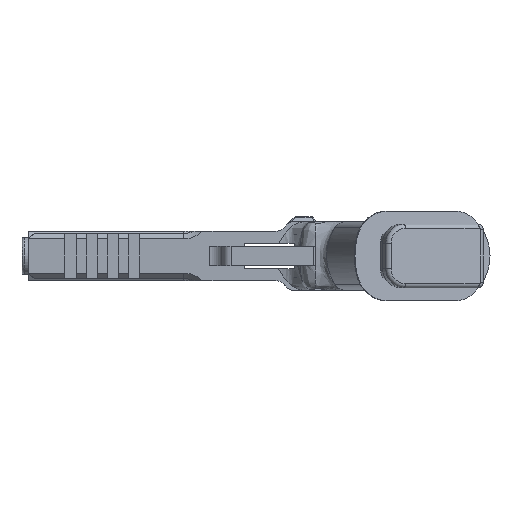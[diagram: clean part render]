
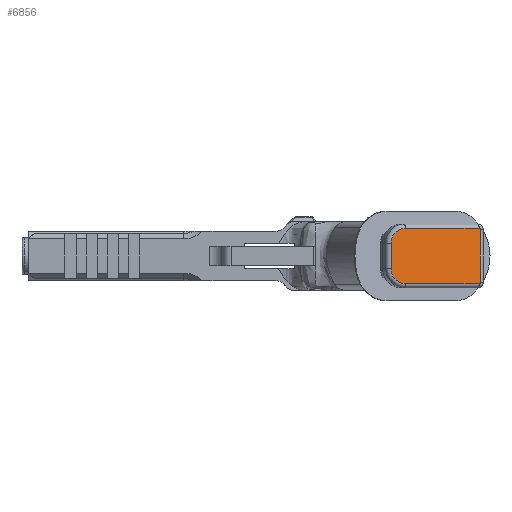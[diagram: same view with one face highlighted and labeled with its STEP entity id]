
A CAD part, front view. The second image highlights one B-rep face of the part: STEP entity #6856.
In plain terms, the highlighted planar face has unit normal (0.301, -0.954, 0).
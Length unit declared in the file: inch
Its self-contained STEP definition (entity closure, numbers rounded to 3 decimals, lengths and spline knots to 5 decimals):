
#377 = AXIS2_PLACEMENT_3D ( 'NONE', #8922, #24897, #12675 ) ;
#400 = FACE_OUTER_BOUND ( 'NONE', #5038, .T. ) ;
#601 = CARTESIAN_POINT ( 'NONE',  ( 2.79595, -5.25962, 0.51626 ) ) ;
#829 = CARTESIAN_POINT ( 'NONE',  ( 4.19491, -4.81853, -0.495 ) ) ;
#1044 = DIRECTION ( 'NONE',  ( 0.301, -0.954, 0. ) ) ;
#1157 = DIRECTION ( 'NONE',  ( 0.954, 0.301, 0. ) ) ;
#1893 = CARTESIAN_POINT ( 'NONE',  ( 2.52771, -5.34419, 0.235 ) ) ;
#2603 = VECTOR ( 'NONE', #16027, 39.37008 ) ;
#2639 = CARTESIAN_POINT ( 'NONE',  ( 2.79595, -5.25962, -0.235 ) ) ;
#2758 = DIRECTION ( 'NONE',  ( 0.301, -0.954, 0. ) ) ;
#3139 = CARTESIAN_POINT ( 'NONE',  ( 2.79595, -5.25962, -0.51626 ) ) ;
#3190 = CARTESIAN_POINT ( 'NONE',  ( 2.52771, -5.34419, -0.235 ) ) ;
#3852 = CIRCLE ( 'NONE', #12839, 0.28126 ) ;
#4009 = CARTESIAN_POINT ( 'NONE',  ( 4.19491, -4.81853, 0.495 ) ) ;
#4264 = EDGE_CURVE ( 'NONE', #14587, #7391, #3852, .T. ) ;
#4442 = DIRECTION ( 'NONE',  ( 0.954, 0.301, 0. ) ) ;
#4777 = PLANE ( 'NONE',  #23894 ) ;
#5038 = EDGE_LOOP ( 'NONE', ( #19341, #17957, #25859, #17866, #5264, #18866, #24450, #7674 ) ) ;
#5116 = EDGE_CURVE ( 'NONE', #23276, #9395, #13136, .T. ) ;
#5264 = ORIENTED_EDGE ( 'NONE', *, *, #10322, .T. ) ;
#6095 = EDGE_CURVE ( 'NONE', #9537, #23276, #8622, .T. ) ;
#6310 = DIRECTION ( 'NONE',  ( 0.301, -0.954, 0. ) ) ;
#6481 = CARTESIAN_POINT ( 'NONE',  ( 4.17463, -4.82492, 0.51626 ) ) ;
#6856 = ADVANCED_FACE ( 'NONE', ( #400 ), #4777, .T. ) ;
#7316 = EDGE_CURVE ( 'NONE', #15494, #9537, #14531, .T. ) ;
#7391 = VERTEX_POINT ( 'NONE', #3139 ) ;
#7537 = DIRECTION ( 'NONE',  ( 0., 0., -1. ) ) ;
#7674 = ORIENTED_EDGE ( 'NONE', *, *, #10736, .T. ) ;
#8596 = AXIS2_PLACEMENT_3D ( 'NONE', #13098, #21178, #11344 ) ;
#8622 = CIRCLE ( 'NONE', #20542, 0.02126 ) ;
#8715 = DIRECTION ( 'NONE',  ( -0.954, -0.301, 0. ) ) ;
#8922 = CARTESIAN_POINT ( 'NONE',  ( 4.17463, -4.82492, -0.495 ) ) ;
#9395 = VERTEX_POINT ( 'NONE', #19359 ) ;
#9537 = VERTEX_POINT ( 'NONE', #4009 ) ;
#10155 = CIRCLE ( 'NONE', #377, 0.02126 ) ;
#10322 = EDGE_CURVE ( 'NONE', #21233, #14587, #26065, .T. ) ;
#10380 = DIRECTION ( 'NONE',  ( 0., 0., 1. ) ) ;
#10664 = DIRECTION ( 'NONE',  ( 0.954, 0.301, 0. ) ) ;
#10736 = EDGE_CURVE ( 'NONE', #13466, #15494, #10155, .T. ) ;
#11344 = DIRECTION ( 'NONE',  ( 0.954, 0.301, 0. ) ) ;
#12279 = CARTESIAN_POINT ( 'NONE',  ( 4.17463, -4.82492, -0.51626 ) ) ;
#12675 = DIRECTION ( 'NONE',  ( 0.954, 0.301, 0. ) ) ;
#12839 = AXIS2_PLACEMENT_3D ( 'NONE', #17302, #1044, #1157 ) ;
#13098 = CARTESIAN_POINT ( 'NONE',  ( 2.79595, -5.25962, 0.235 ) ) ;
#13136 = LINE ( 'NONE', #601, #23897 ) ;
#13466 = VERTEX_POINT ( 'NONE', #19353 ) ;
#14531 = LINE ( 'NONE', #22861, #19788 ) ;
#14587 = VERTEX_POINT ( 'NONE', #3190 ) ;
#15494 = VERTEX_POINT ( 'NONE', #829 ) ;
#16027 = DIRECTION ( 'NONE',  ( 0.954, 0.301, 0. ) ) ;
#17137 = CIRCLE ( 'NONE', #8596, 0.28126 ) ;
#17302 = CARTESIAN_POINT ( 'NONE',  ( 2.79595, -5.25962, -0.235 ) ) ;
#17866 = ORIENTED_EDGE ( 'NONE', *, *, #21528, .T. ) ;
#17871 = LINE ( 'NONE', #12279, #2603 ) ;
#17957 = ORIENTED_EDGE ( 'NONE', *, *, #6095, .T. ) ;
#18866 = ORIENTED_EDGE ( 'NONE', *, *, #4264, .T. ) ;
#19341 = ORIENTED_EDGE ( 'NONE', *, *, #7316, .T. ) ;
#19353 = CARTESIAN_POINT ( 'NONE',  ( 4.17463, -4.82492, -0.51626 ) ) ;
#19359 = CARTESIAN_POINT ( 'NONE',  ( 2.79595, -5.25962, 0.51626 ) ) ;
#19788 = VECTOR ( 'NONE', #10380, 39.37008 ) ;
#20542 = AXIS2_PLACEMENT_3D ( 'NONE', #22698, #6310, #4442 ) ;
#21178 = DIRECTION ( 'NONE',  ( 0.301, -0.954, 0. ) ) ;
#21233 = VERTEX_POINT ( 'NONE', #1893 ) ;
#21528 = EDGE_CURVE ( 'NONE', #9395, #21233, #17137, .T. ) ;
#22039 = VECTOR ( 'NONE', #7537, 39.37008 ) ;
#22698 = CARTESIAN_POINT ( 'NONE',  ( 4.17463, -4.82492, 0.495 ) ) ;
#22861 = CARTESIAN_POINT ( 'NONE',  ( 4.19491, -4.81853, 0.495 ) ) ;
#23276 = VERTEX_POINT ( 'NONE', #6481 ) ;
#23894 = AXIS2_PLACEMENT_3D ( 'NONE', #2639, #2758, #10664 ) ;
#23897 = VECTOR ( 'NONE', #8715, 39.37008 ) ;
#23978 = EDGE_CURVE ( 'NONE', #7391, #13466, #17871, .T. ) ;
#24450 = ORIENTED_EDGE ( 'NONE', *, *, #23978, .T. ) ;
#24897 = DIRECTION ( 'NONE',  ( 0.301, -0.954, 0. ) ) ;
#25789 = CARTESIAN_POINT ( 'NONE',  ( 2.52771, -5.34419, -0.235 ) ) ;
#25859 = ORIENTED_EDGE ( 'NONE', *, *, #5116, .T. ) ;
#26065 = LINE ( 'NONE', #25789, #22039 ) ;
